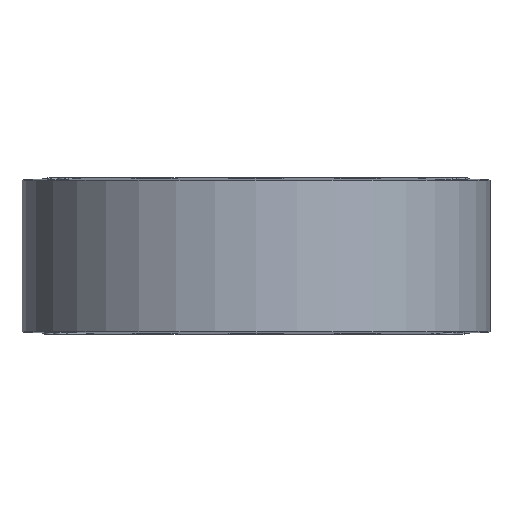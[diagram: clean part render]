
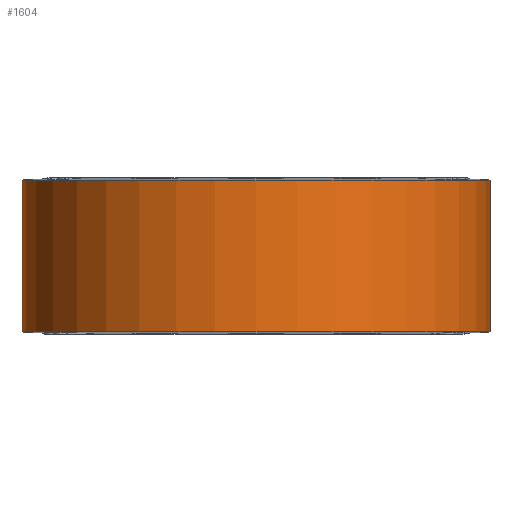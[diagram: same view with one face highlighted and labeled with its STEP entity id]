
A CAD part, front view. The second image highlights one B-rep face of the part: STEP entity #1604.
In plain terms, the highlighted cylindrical face has radius 38.1 mm (diameter 76.2 mm), a partial arc.
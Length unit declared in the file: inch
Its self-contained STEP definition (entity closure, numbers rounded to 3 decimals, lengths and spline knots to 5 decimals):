
#20 = VERTEX_POINT ( 'NONE', #12880 ) ;
#558 = DIRECTION ( 'NONE',  ( 0., 0., -1. ) ) ;
#822 = EDGE_CURVE ( 'NONE', #20, #9159, #11191, .T. ) ;
#1001 = CARTESIAN_POINT ( 'NONE',  ( 1.5, 0., 0.5 ) ) ;
#1008 = EDGE_CURVE ( 'NONE', #2626, #20, #14788, .T. ) ;
#1009 = ORIENTED_EDGE ( 'NONE', *, *, #7918, .T. ) ;
#1266 = DIRECTION ( 'NONE',  ( 0., 0., -1. ) ) ;
#1604 = ADVANCED_FACE ( 'NONE', ( #6780 ), #10361, .T. ) ;
#1746 = CARTESIAN_POINT ( 'NONE',  ( 0., -1.5, 0.4869 ) ) ;
#1912 = VECTOR ( 'NONE', #558, 39.37008 ) ;
#2015 = DIRECTION ( 'NONE',  ( -1., 0., 0. ) ) ;
#2626 = VERTEX_POINT ( 'NONE', #9772 ) ;
#2727 = ORIENTED_EDGE ( 'NONE', *, *, #3567, .T. ) ;
#2894 = DIRECTION ( 'NONE',  ( 0., 0., -1. ) ) ;
#3430 = AXIS2_PLACEMENT_3D ( 'NONE', #11864, #10574, #9434 ) ;
#3567 = EDGE_CURVE ( 'NONE', #5196, #9159, #6769, .T. ) ;
#4268 = CARTESIAN_POINT ( 'NONE',  ( 0., 0., 0.5 ) ) ;
#4538 = AXIS2_PLACEMENT_3D ( 'NONE', #5918, #7143, #10871 ) ;
#5076 = DIRECTION ( 'NONE',  ( 0., 1., 0. ) ) ;
#5196 = VERTEX_POINT ( 'NONE', #15391 ) ;
#5872 = VERTEX_POINT ( 'NONE', #1746 ) ;
#5918 = CARTESIAN_POINT ( 'NONE',  ( 0., 0., 0.4869 ) ) ;
#6769 = LINE ( 'NONE', #7906, #1912 ) ;
#6780 = FACE_OUTER_BOUND ( 'NONE', #9717, .T. ) ;
#7143 = DIRECTION ( 'NONE',  ( 0., 0., -1. ) ) ;
#7441 = CARTESIAN_POINT ( 'NONE',  ( 1.5, 0., 0.4869 ) ) ;
#7906 = CARTESIAN_POINT ( 'NONE',  ( -1.5, 0., 0.5 ) ) ;
#7918 = EDGE_CURVE ( 'NONE', #12170, #5872, #11530, .T. ) ;
#7925 = AXIS2_PLACEMENT_3D ( 'NONE', #13996, #2894, #5076 ) ;
#8221 = ORIENTED_EDGE ( 'NONE', *, *, #822, .F. ) ;
#8769 = CARTESIAN_POINT ( 'NONE',  ( 0., 0., -0.4869 ) ) ;
#9159 = VERTEX_POINT ( 'NONE', #15192 ) ;
#9199 = EDGE_CURVE ( 'NONE', #5872, #5196, #13884, .T. ) ;
#9434 = DIRECTION ( 'NONE',  ( 0., 1., 0. ) ) ;
#9717 = EDGE_LOOP ( 'NONE', ( #13509, #1009, #13371, #2727, #8221, #13631 ) ) ;
#9772 = CARTESIAN_POINT ( 'NONE',  ( 1.5, 0., -0.4869 ) ) ;
#10156 = AXIS2_PLACEMENT_3D ( 'NONE', #8769, #1266, #10898 ) ;
#10361 = CYLINDRICAL_SURFACE ( 'NONE', #15834, 1.5 ) ;
#10574 = DIRECTION ( 'NONE',  ( 0., 0., -1. ) ) ;
#10871 = DIRECTION ( 'NONE',  ( 0., 1., 0. ) ) ;
#10898 = DIRECTION ( 'NONE',  ( 0., 1., 0. ) ) ;
#11021 = LINE ( 'NONE', #1001, #12395 ) ;
#11191 = CIRCLE ( 'NONE', #3430, 1.5 ) ;
#11530 = CIRCLE ( 'NONE', #4538, 1.5 ) ;
#11864 = CARTESIAN_POINT ( 'NONE',  ( 0., 0., -0.4869 ) ) ;
#12170 = VERTEX_POINT ( 'NONE', #7441 ) ;
#12395 = VECTOR ( 'NONE', #13515, 39.37008 ) ;
#12880 = CARTESIAN_POINT ( 'NONE',  ( 0., -1.5, -0.4869 ) ) ;
#13100 = DIRECTION ( 'NONE',  ( 0., 0., -1. ) ) ;
#13371 = ORIENTED_EDGE ( 'NONE', *, *, #9199, .T. ) ;
#13509 = ORIENTED_EDGE ( 'NONE', *, *, #13538, .F. ) ;
#13515 = DIRECTION ( 'NONE',  ( 0., 0., -1. ) ) ;
#13538 = EDGE_CURVE ( 'NONE', #12170, #2626, #11021, .T. ) ;
#13631 = ORIENTED_EDGE ( 'NONE', *, *, #1008, .F. ) ;
#13884 = CIRCLE ( 'NONE', #7925, 1.5 ) ;
#13996 = CARTESIAN_POINT ( 'NONE',  ( 0., 0., 0.4869 ) ) ;
#14788 = CIRCLE ( 'NONE', #10156, 1.5 ) ;
#15192 = CARTESIAN_POINT ( 'NONE',  ( -1.5, 0., -0.4869 ) ) ;
#15391 = CARTESIAN_POINT ( 'NONE',  ( -1.5, 0., 0.4869 ) ) ;
#15834 = AXIS2_PLACEMENT_3D ( 'NONE', #4268, #13100, #2015 ) ;
